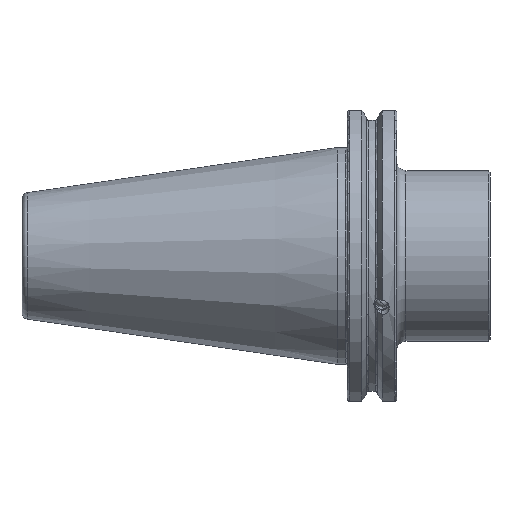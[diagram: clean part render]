
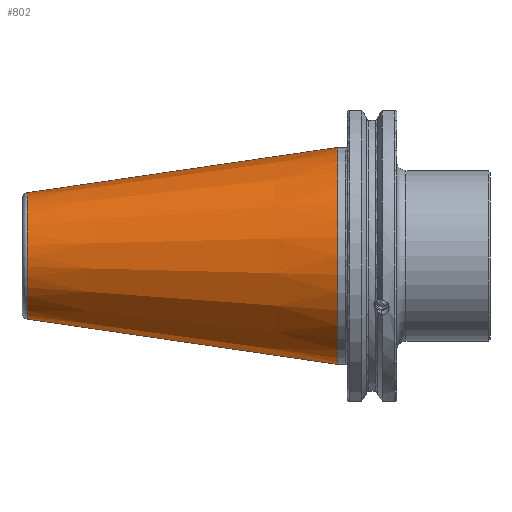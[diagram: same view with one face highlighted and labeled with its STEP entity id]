
A CAD part, front view. The second image highlights one B-rep face of the part: STEP entity #802.
In plain terms, the highlighted conical face has half-angle 8.297 degrees and reference radius 34.925 mm.
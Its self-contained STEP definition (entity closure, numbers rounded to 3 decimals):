
#246 = DIRECTION ( 'NONE',  ( 0.99, 0., 0.144 ) ) ;
#370 = CARTESIAN_POINT ( 'NONE',  ( 0., 0., 34.925 ) ) ;
#373 = EDGE_LOOP ( 'NONE', ( #913, #1889, #1709, #6398 ) ) ;
#482 = DIRECTION ( 'NONE',  ( 0.99, 0., -0.144 ) ) ;
#513 = CARTESIAN_POINT ( 'NONE',  ( 0., 0., -34.925 ) ) ;
#624 = EDGE_CURVE ( 'NONE', #2114, #6282, #4359, .T. ) ;
#794 = DIRECTION ( 'NONE',  ( 0., 0., 1. ) ) ;
#802 = ADVANCED_FACE ( 'NONE', ( #6386 ), #4953, .T. ) ;
#913 = ORIENTED_EDGE ( 'NONE', *, *, #2986, .F. ) ;
#1188 = DIRECTION ( 'NONE',  ( -1., 0., 0. ) ) ;
#1314 = DIRECTION ( 'NONE',  ( -1., 0., 0. ) ) ;
#1458 = AXIS2_PLACEMENT_3D ( 'NONE', #2873, #3381, #3266 ) ;
#1623 = CARTESIAN_POINT ( 'NONE',  ( 0., 0., -34.925 ) ) ;
#1686 = VECTOR ( 'NONE', #482, 1000. ) ;
#1709 = ORIENTED_EDGE ( 'NONE', *, *, #4370, .T. ) ;
#1889 = ORIENTED_EDGE ( 'NONE', *, *, #3432, .F. ) ;
#2042 = CARTESIAN_POINT ( 'NONE',  ( 0., 0., 34.925 ) ) ;
#2114 = VERTEX_POINT ( 'NONE', #1623 ) ;
#2225 = VERTEX_POINT ( 'NONE', #3692 ) ;
#2309 = CARTESIAN_POINT ( 'NONE',  ( 0., 0., 0. ) ) ;
#2665 = CARTESIAN_POINT ( 'NONE',  ( -99.889, 0., 20.358 ) ) ;
#2873 = CARTESIAN_POINT ( 'NONE',  ( 0., 0., 0. ) ) ;
#2897 = AXIS2_PLACEMENT_3D ( 'NONE', #2947, #1188, #2927 ) ;
#2908 = CIRCLE ( 'NONE', #2897, 20.358 ) ;
#2927 = DIRECTION ( 'NONE',  ( 0., 0., 1. ) ) ;
#2947 = CARTESIAN_POINT ( 'NONE',  ( -99.889, 0., 0. ) ) ;
#2986 = EDGE_CURVE ( 'NONE', #3667, #6282, #3785, .T. ) ;
#3009 = LINE ( 'NONE', #513, #1686 ) ;
#3266 = DIRECTION ( 'NONE',  ( 0., 0., -1. ) ) ;
#3381 = DIRECTION ( 'NONE',  ( 1., 0., 0. ) ) ;
#3432 = EDGE_CURVE ( 'NONE', #2225, #3667, #2908, .T. ) ;
#3667 = VERTEX_POINT ( 'NONE', #2665 ) ;
#3692 = CARTESIAN_POINT ( 'NONE',  ( -99.889, 0., -20.358 ) ) ;
#3785 = LINE ( 'NONE', #370, #6258 ) ;
#3951 = AXIS2_PLACEMENT_3D ( 'NONE', #2309, #1314, #794 ) ;
#4359 = CIRCLE ( 'NONE', #3951, 34.925 ) ;
#4370 = EDGE_CURVE ( 'NONE', #2225, #2114, #3009, .T. ) ;
#4953 = CONICAL_SURFACE ( 'NONE', #1458, 34.925, 0.145 ) ;
#6258 = VECTOR ( 'NONE', #246, 1000. ) ;
#6282 = VERTEX_POINT ( 'NONE', #2042 ) ;
#6386 = FACE_OUTER_BOUND ( 'NONE', #373, .T. ) ;
#6398 = ORIENTED_EDGE ( 'NONE', *, *, #624, .T. ) ;
